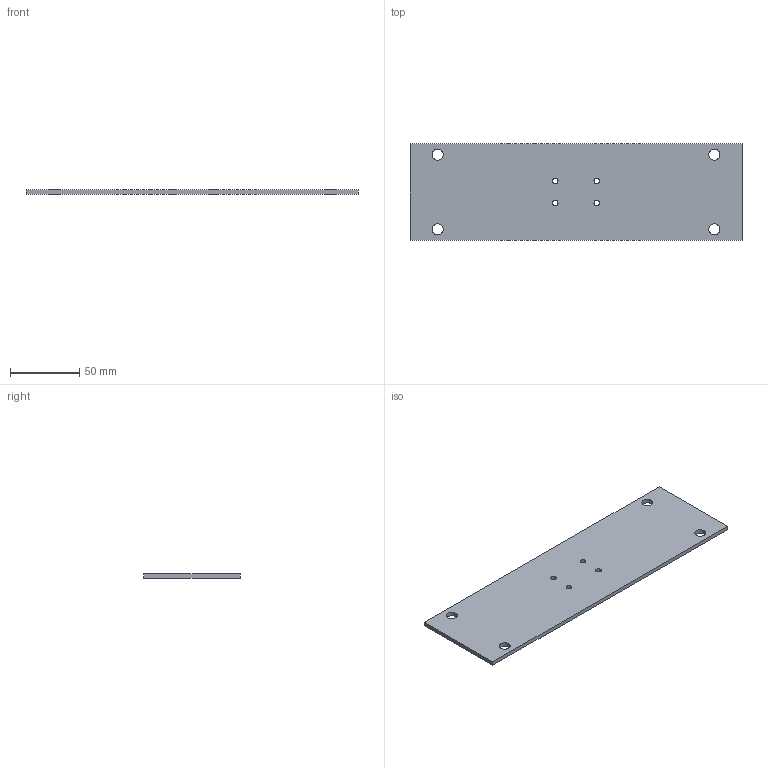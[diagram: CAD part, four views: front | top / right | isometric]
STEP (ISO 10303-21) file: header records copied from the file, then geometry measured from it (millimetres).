
FILE_DESCRIPTION((' '),'2;1');
FILE_NAME( 'CNC_SideARM_ConPlate.stp', '2025-05-19T14:32:56', (' '), ('--- ---'), ' V2025.1 Dec 16 2024', ' 2025 (c)', ' ');
FILE_SCHEMA(('AP242_MANAGED_MODEL_BASED_3D_ENGINEERING_MIM_LF { 1 0 10303 442 1 1 4 }'));
Length unit declared in the file: millimetre
Products named in the file (1): CNC_SideARM_ConPlate
Bounding box: 240 x 70 x 3 mm (x, y, z)
Volume: 49646 mm3; surface area: 35409.7 mm2
Topology: 1 solids, 1 shells, 14 faces, 36 edges, 24 vertices
Faces by surface type: cylinder 8, plane 6
Full cylindrical faces by diameter (mm): 4 x4, 8 x4
Entity records: 468 total; most frequent: DIRECTION 80, CARTESIAN_POINT 71, ORIENTED_EDGE 56, EDGE_LOOP 38, AXIS2_PLACEMENT_3D 34, EDGE_CURVE 28, VERTEX_POINT 24, FACE_BOUND 24
